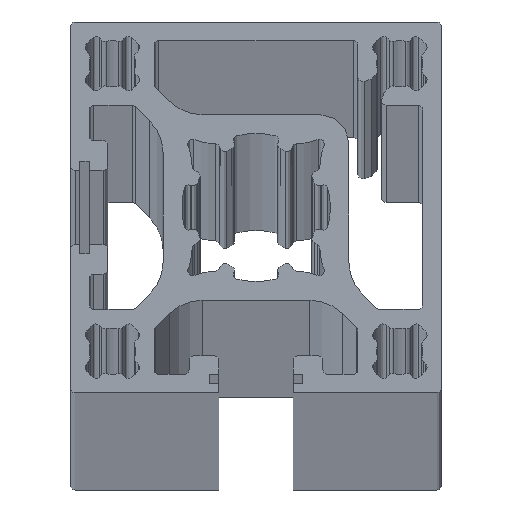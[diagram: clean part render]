
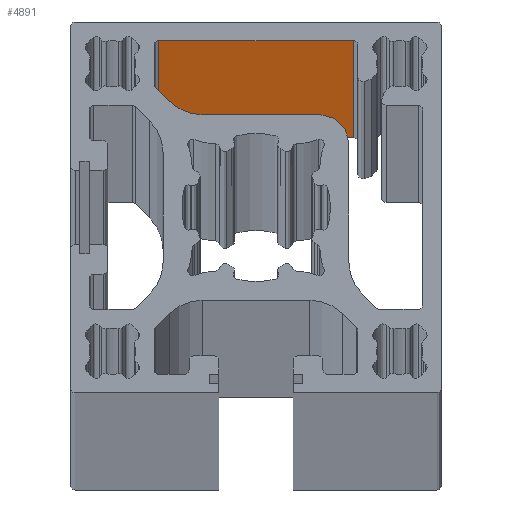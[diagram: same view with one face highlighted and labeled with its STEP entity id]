
A CAD part, top view. The second image highlights one B-rep face of the part: STEP entity #4891.
In plain terms, the highlighted planar face has unit normal (0, -1, 0).
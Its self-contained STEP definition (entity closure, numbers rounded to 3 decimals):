
#772 = VERTEX_POINT ( 'NONE', #5140 ) ;
#773 = VERTEX_POINT ( 'NONE', #5141 ) ;
#1482 = PLANE ( 'NONE',  #2044 ) ;
#1483 = CARTESIAN_POINT ( 'NONE',  ( -10.5, 18., -6000. ) ) ;
#1484 = DIRECTION ( 'NONE',  ( 0., 1., 0. ) ) ;
#1485 = DIRECTION ( 'NONE',  ( 0., 0., 1. ) ) ;
#1697 = ORIENTED_EDGE ( 'NONE', *, *, #10231, .F. ) ;
#1702 = ORIENTED_EDGE ( 'NONE', *, *, #10230, .T. ) ;
#1828 = ORIENTED_EDGE ( 'NONE', *, *, #11188, .F. ) ;
#1829 = ORIENTED_EDGE ( 'NONE', *, *, #11011, .T. ) ;
#1963 = EDGE_LOOP ( 'NONE', ( #1829, #1697, #1828, #1702 ) ) ;
#2044 = AXIS2_PLACEMENT_3D ( 'NONE', #1483, #1484, #1485 ) ;
#2875 = CARTESIAN_POINT ( 'NONE',  ( -10.5, 18., 0. ) ) ;
#2876 = CARTESIAN_POINT ( 'NONE',  ( 10.5, 18., 0. ) ) ;
#4891 = ADVANCED_FACE ( 'NONE', ( #10833 ), #1482, .F. ) ;
#5140 = CARTESIAN_POINT ( 'NONE',  ( -10.5, 18., -6000. ) ) ;
#5141 = CARTESIAN_POINT ( 'NONE',  ( 10.5, 18., -6000. ) ) ;
#5995 = VERTEX_POINT ( 'NONE', #2875 ) ;
#5996 = VERTEX_POINT ( 'NONE', #2876 ) ;
#7542 = CARTESIAN_POINT ( 'NONE',  ( 10.5, 18., -6000. ) ) ;
#7543 = DIRECTION ( 'NONE',  ( 0., 0., 1. ) ) ;
#7544 = CARTESIAN_POINT ( 'NONE',  ( -10.5, 18., -6000. ) ) ;
#7545 = DIRECTION ( 'NONE',  ( 0., 0., 1. ) ) ;
#7665 = LINE ( 'NONE', #7542, #7666 ) ;
#7666 = VECTOR ( 'NONE', #7543, 1000. ) ;
#7667 = LINE ( 'NONE', #7544, #7668 ) ;
#7668 = VECTOR ( 'NONE', #7545, 1000. ) ;
#8190 = CARTESIAN_POINT ( 'NONE',  ( -10.5, 18., 0. ) ) ;
#8191 = DIRECTION ( 'NONE',  ( -1., 0., 0. ) ) ;
#8479 = LINE ( 'NONE', #8190, #8481 ) ;
#8481 = VECTOR ( 'NONE', #8191, 1000. ) ;
#8891 = CARTESIAN_POINT ( 'NONE',  ( 10.5, 18., -6000. ) ) ;
#8892 = DIRECTION ( 'NONE',  ( -1., 0., 0. ) ) ;
#9167 = LINE ( 'NONE', #8891, #9169 ) ;
#9169 = VECTOR ( 'NONE', #8892, 1000. ) ;
#10230 = EDGE_CURVE ( 'NONE', #773, #5996, #7665, .T. ) ;
#10231 = EDGE_CURVE ( 'NONE', #772, #5995, #7667, .T. ) ;
#10833 = FACE_OUTER_BOUND ( 'NONE', #1963, .T. ) ;
#11011 = EDGE_CURVE ( 'NONE', #5996, #5995, #8479, .T. ) ;
#11188 = EDGE_CURVE ( 'NONE', #773, #772, #9167, .T. ) ;
